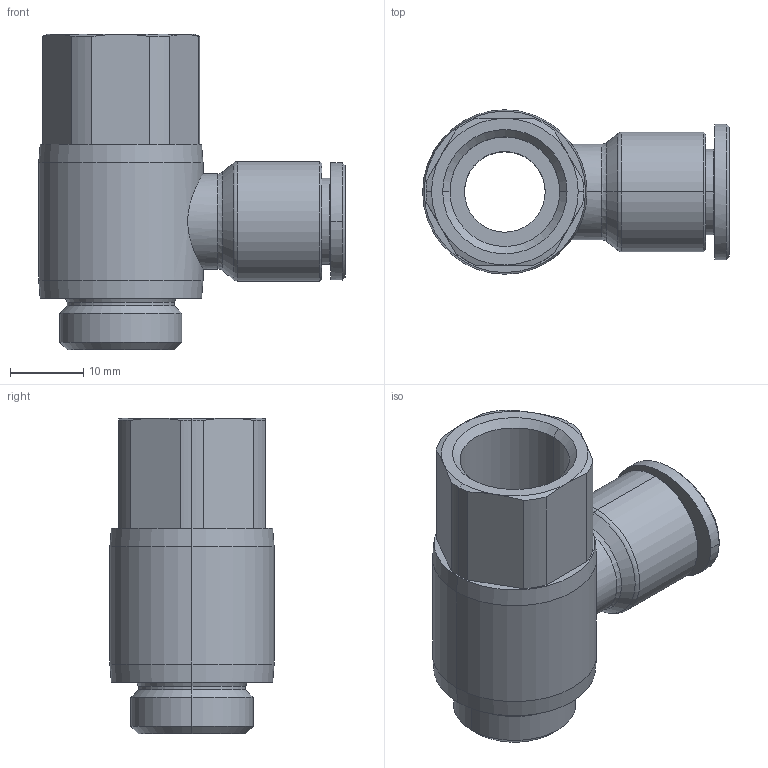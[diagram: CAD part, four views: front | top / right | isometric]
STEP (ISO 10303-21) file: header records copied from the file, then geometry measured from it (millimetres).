
FILE_DESCRIPTION((''),'2;1');
FILE_NAME('GPHF_10G03-G03(3D).stp','2012-12-20T18:28:46',(''),(''),'Mechanical Desktop.R8.0.24.0','Mechanical Desktop.R8.0.24.0',', , ');
FILE_SCHEMA(('CONFIG_CONTROL_DESIGN'));
Length unit declared in the file: millimetre
Products named in the file (2): GPHF_10G03-G03(3D); 睡ヶ1
Assembly tree (1 placements, depth 2):
  GPHF_10G03-G03(3D)
    睡ヶ1
Bounding box: 41.8 x 22.4 x 43 mm (x, y, z)
Volume: 11565.2 mm3; surface area: 9359 mm2
Topology: 1 solids, 1 shells, 472 faces, 1309 edges, 858 vertices
Faces by surface type: plane 393, cone 36, cylinder 31, bspline 10, torus 2
Entity records: 15413 total; most frequent: CARTESIAN_POINT 3243, ORIENTED_EDGE 2618, DIRECTION 2310, EDGE_CURVE 1309, VECTOR 1176, LINE 1176, VERTEX_POINT 858, AXIS2_PLACEMENT_3D 567
